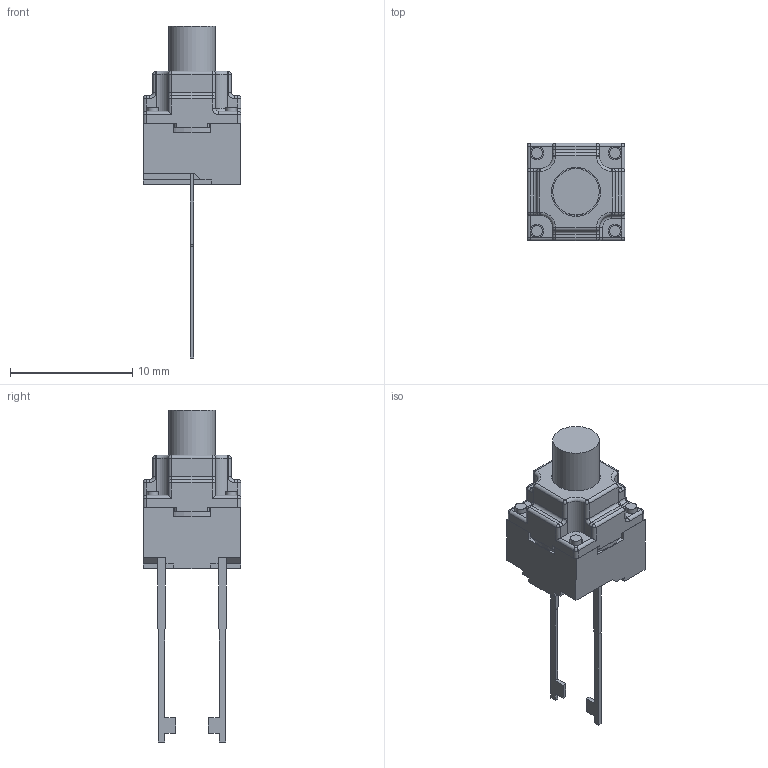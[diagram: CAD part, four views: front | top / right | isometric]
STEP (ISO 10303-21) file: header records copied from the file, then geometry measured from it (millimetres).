
FILE_DESCRIPTION((''),'2;1');
FILE_NAME('TL52AF160Q.stp','2011-10-19T15:24:18',('blarson'),(''),'Autodesk Inventor 11','Autodesk Inventor 11','');
FILE_SCHEMA(('AUTOMOTIVE_DESIGN { 1 0 10303 214 1 1 1 1 }'));
Length unit declared in the file: millimetre
Products named in the file (5): P002001.iam (LevelofDetail1); TL52 Housing; TL52 Cover; TL52 Actuator; TL52 Seal
Assembly tree (4 placements, depth 2):
  P002001.iam (LevelofDetail1)
    TL52 Housing
    TL52 Cover
    TL52 Actuator
    TL52 Seal
Bounding box: 8 x 8 x 27.2 mm (x, y, z)
Volume: 509.6 mm3; surface area: 905.2 mm2
Topology: 4 solids, 4 shells, 244 faces, 608 edges, 357 vertices
Faces by surface type: plane 109, cylinder 100, sphere 20, torus 14, bspline 1
Full cylindrical faces by diameter (mm): 0.9 x4, 1.1 x4, 1.4 x1, 3.8 x1, 4 x1, 5.05 x1, 5.3 x1, 7.9 x1
Entity records: 7118 total; most frequent: DIRECTION 1288, CARTESIAN_POINT 1222, ORIENTED_EDGE 1142, EDGE_CURVE 571, AXIS2_PLACEMENT_3D 465, VECTOR 358, LINE 358, VERTEX_POINT 354
